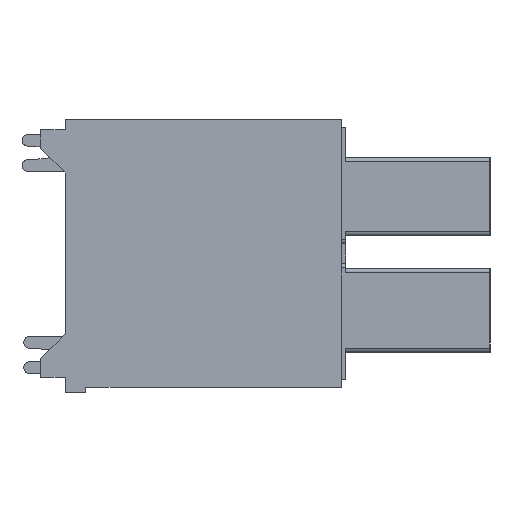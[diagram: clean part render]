
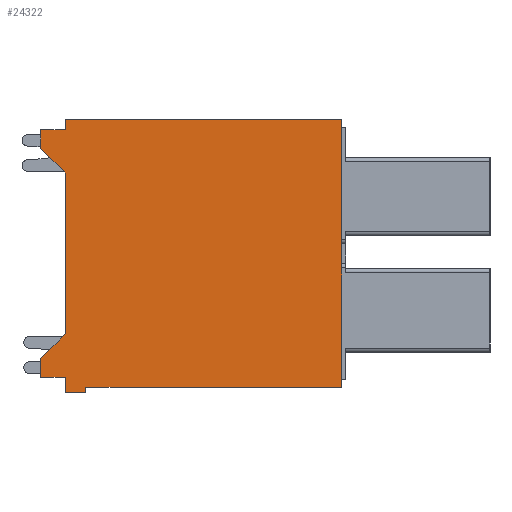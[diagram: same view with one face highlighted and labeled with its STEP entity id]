
A CAD part, left-side view. The second image highlights one B-rep face of the part: STEP entity #24322.
In plain terms, the highlighted planar face has unit normal (-1, 0, 0).
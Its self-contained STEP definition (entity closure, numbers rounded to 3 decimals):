
#2944=ORIENTED_EDGE('',*,*,#8214,.F.);
#2945=ORIENTED_EDGE('',*,*,#9289,.T.);
#2946=ORIENTED_EDGE('',*,*,#9290,.F.);
#2947=ORIENTED_EDGE('',*,*,#9291,.T.);
#2948=ORIENTED_EDGE('',*,*,#8239,.F.);
#2949=ORIENTED_EDGE('',*,*,#9292,.T.);
#2950=ORIENTED_EDGE('',*,*,#9293,.T.);
#2951=ORIENTED_EDGE('',*,*,#8108,.T.);
#2952=ORIENTED_EDGE('',*,*,#9280,.T.);
#2953=ORIENTED_EDGE('',*,*,#8645,.F.);
#2954=ORIENTED_EDGE('',*,*,#8291,.F.);
#2955=ORIENTED_EDGE('',*,*,#9294,.F.);
#2956=ORIENTED_EDGE('',*,*,#9295,.T.);
#2957=ORIENTED_EDGE('',*,*,#9296,.T.);
#8108=EDGE_CURVE('',#11644,#11678,#14042,.T.);
#8214=EDGE_CURVE('',#11777,#11778,#14120,.T.);
#8239=EDGE_CURVE('',#11802,#11803,#14145,.T.);
#8291=EDGE_CURVE('',#11854,#11855,#14197,.T.);
#8645=EDGE_CURVE('',#11855,#12104,#14551,.T.);
#9280=EDGE_CURVE('',#11678,#12104,#15081,.T.);
#9289=EDGE_CURVE('',#11777,#12478,#15090,.T.);
#9290=EDGE_CURVE('',#12479,#12478,#15091,.T.);
#9291=EDGE_CURVE('',#12479,#11803,#15092,.T.);
#9292=EDGE_CURVE('',#11802,#12480,#15093,.T.);
#9293=EDGE_CURVE('',#12480,#11644,#15094,.T.);
#9294=EDGE_CURVE('',#12481,#11854,#15095,.T.);
#9295=EDGE_CURVE('',#12481,#12482,#15096,.T.);
#9296=EDGE_CURVE('',#12482,#11778,#15097,.T.);
#11644=VERTEX_POINT('',#33577);
#11678=VERTEX_POINT('',#33645);
#11777=VERTEX_POINT('',#33865);
#11778=VERTEX_POINT('',#33867);
#11802=VERTEX_POINT('',#33916);
#11803=VERTEX_POINT('',#33918);
#11854=VERTEX_POINT('',#34021);
#11855=VERTEX_POINT('',#34023);
#12104=VERTEX_POINT('',#34710);
#12478=VERTEX_POINT('',#36786);
#12479=VERTEX_POINT('',#36788);
#12480=VERTEX_POINT('',#36791);
#12481=VERTEX_POINT('',#36794);
#12482=VERTEX_POINT('',#36796);
#14042=LINE('',#33646,#17130);
#14120=LINE('',#33866,#17208);
#14145=LINE('',#33917,#17233);
#14197=LINE('',#34022,#17285);
#14551=LINE('',#34709,#17639);
#15081=LINE('',#36769,#18169);
#15090=LINE('',#36785,#18178);
#15091=LINE('',#36787,#18179);
#15092=LINE('',#36789,#18180);
#15093=LINE('',#36790,#18181);
#15094=LINE('',#36792,#18182);
#15095=LINE('',#36793,#18183);
#15096=LINE('',#36795,#18184);
#15097=LINE('',#36797,#18185);
#17130=VECTOR('',#27090,1000.);
#17208=VECTOR('',#27254,1000.);
#17233=VECTOR('',#27281,1000.);
#17285=VECTOR('',#27335,1000.);
#17639=VECTOR('',#27857,1000.);
#18169=VECTOR('',#28915,1000.);
#18178=VECTOR('',#28928,1000.);
#18179=VECTOR('',#28929,1000.);
#18180=VECTOR('',#28930,1000.);
#18181=VECTOR('',#28931,1000.);
#18182=VECTOR('',#28932,1000.);
#18183=VECTOR('',#28933,1000.);
#18184=VECTOR('',#28934,1000.);
#18185=VECTOR('',#28935,1000.);
#20551=EDGE_LOOP('',(#2944,#2945,#2946,#2947,#2948,#2949,#2950,#2951,#2952,
#2953,#2954,#2955,#2956,#2957));
#21973=FACE_BOUND('',#20551,.T.);
#23235=PLANE('',#25716);
#24322=ADVANCED_FACE('',(#21973),#23235,.F.);
#25716=AXIS2_PLACEMENT_3D('',#36784,#28926,#28927);
#27090=DIRECTION('',(0.,-1.,0.));
#27254=DIRECTION('',(0.,0.,1.));
#27281=DIRECTION('',(0.,0.,1.));
#27335=DIRECTION('',(0.,0.,1.));
#27857=DIRECTION('',(0.,-1.,0.));
#28915=DIRECTION('',(0.,0.,1.));
#28926=DIRECTION('',(1.,0.,0.));
#28927=DIRECTION('',(0.,0.,-1.));
#28928=DIRECTION('',(0.,0.707,-0.707));
#28929=DIRECTION('',(0.,0.,1.));
#28930=DIRECTION('',(0.,-1.,0.));
#28931=DIRECTION('',(0.,-1.,0.));
#28932=DIRECTION('',(0.,0.,1.));
#28933=DIRECTION('',(0.,-1.,0.));
#28934=DIRECTION('',(0.,0.,-1.));
#28935=DIRECTION('',(0.,-0.707,-0.707));
#33577=CARTESIAN_POINT('',(-12.65,12.4,-6.5));
#33645=CARTESIAN_POINT('',(-12.65,0.,-6.5));
#33646=CARTESIAN_POINT('',(-12.65,13.4,-6.5));
#33865=CARTESIAN_POINT('',(-12.65,13.4,-3.9));
#33866=CARTESIAN_POINT('',(-12.65,13.4,-6.5));
#33867=CARTESIAN_POINT('',(-12.65,13.4,3.9));
#33916=CARTESIAN_POINT('',(-12.65,13.4,-6.75));
#33917=CARTESIAN_POINT('',(-12.65,13.4,-6.5));
#33918=CARTESIAN_POINT('',(-12.65,13.4,-6.));
#34021=CARTESIAN_POINT('',(-12.65,13.4,6.));
#34022=CARTESIAN_POINT('',(-12.65,13.4,-6.5));
#34023=CARTESIAN_POINT('',(-12.65,13.4,6.5));
#34709=CARTESIAN_POINT('',(-12.65,13.4,6.5));
#34710=CARTESIAN_POINT('',(-12.65,0.,6.5));
#36769=CARTESIAN_POINT('',(-12.65,0.,-6.5));
#36784=CARTESIAN_POINT('',(-12.65,13.4,-6.5));
#36785=CARTESIAN_POINT('',(-12.65,14.6,-5.1));
#36786=CARTESIAN_POINT('',(-12.65,14.6,-5.1));
#36787=CARTESIAN_POINT('',(-12.65,14.6,-6.));
#36788=CARTESIAN_POINT('',(-12.65,14.6,-6.));
#36789=CARTESIAN_POINT('',(-12.65,14.6,-6.));
#36790=CARTESIAN_POINT('',(-12.65,12.4,-6.75));
#36791=CARTESIAN_POINT('',(-12.65,12.4,-6.75));
#36792=CARTESIAN_POINT('',(-12.65,12.4,-6.5));
#36793=CARTESIAN_POINT('',(-12.65,14.6,6.));
#36794=CARTESIAN_POINT('',(-12.65,14.6,6.));
#36795=CARTESIAN_POINT('',(-12.65,14.6,6.));
#36796=CARTESIAN_POINT('',(-12.65,14.6,5.1));
#36797=CARTESIAN_POINT('',(-12.65,13.4,3.9));
